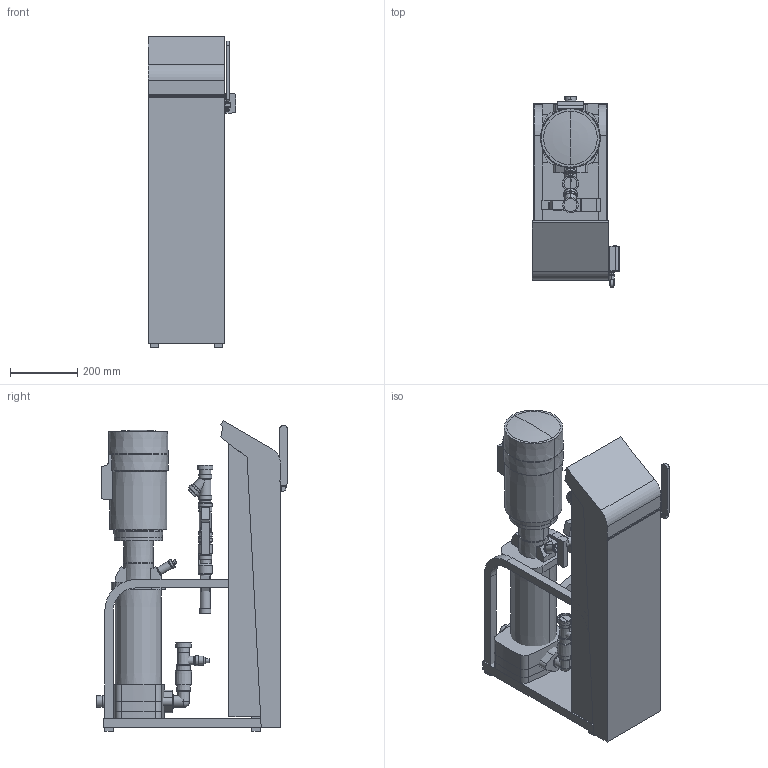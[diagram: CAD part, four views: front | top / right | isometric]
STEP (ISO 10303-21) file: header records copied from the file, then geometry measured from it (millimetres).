
FILE_DESCRIPTION (( 'STEP AP214' ), '1' );
FILE_NAME ('Sinum_M60.STEP', '2024-04-08T13:16:48', ( '' ), ( '' ), 'SwSTEP 2.0', 'SolidWorks 2021', '' );
FILE_SCHEMA (( 'AUTOMOTIVE_DESIGN' ));
Length unit declared in the file: millimetre
Products named in the file (3): Sinum_M60; 17946_flmat_mp_g4_remote_m60.dwg; Sinum_M60.dwg
Assembly tree (2 placements, depth 3):
  Sinum_M60
    Sinum_M60.dwg
      17946_flmat_mp_g4_remote_m60.dwg
Bounding box: 260.1 x 570.67 x 926.35 mm (x, y, z)
Volume: 35458309.4 mm3; surface area: 2350476.3 mm2
Topology: 16 solids, 16 shells, 547 faces, 1263 edges, 777 vertices
Faces by surface type: plane 222, cone 170, cylinder 150, torus 2, sphere 2, bspline 1
Entity records: 15633 total; most frequent: CARTESIAN_POINT 2803, DIRECTION 2792, ORIENTED_EDGE 2496, EDGE_CURVE 1248, AXIS2_PLACEMENT_3D 1030, VERTEX_POINT 774, LINE 732, VECTOR 732
